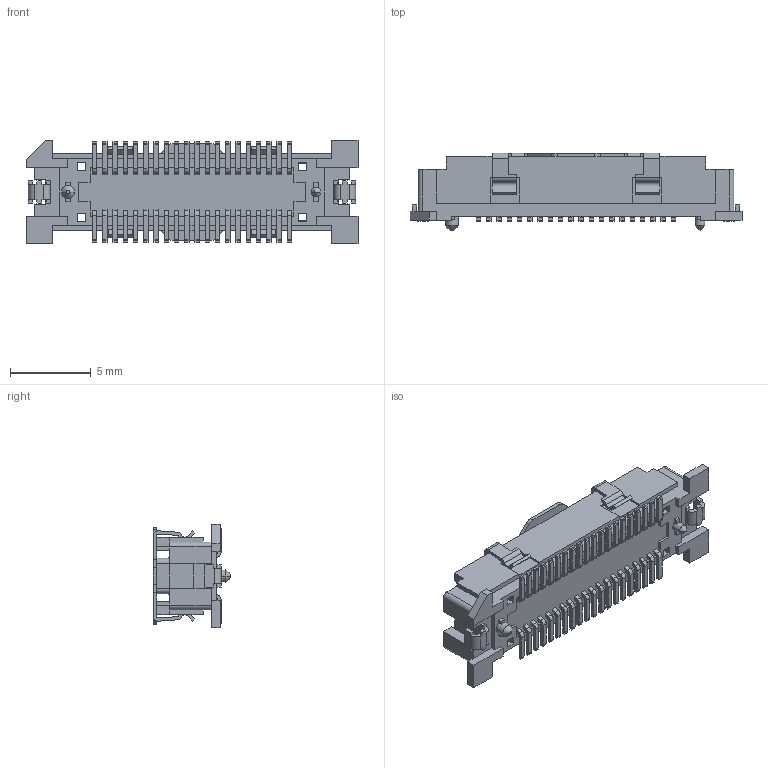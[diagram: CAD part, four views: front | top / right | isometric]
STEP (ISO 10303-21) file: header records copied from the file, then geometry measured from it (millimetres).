
FILE_DESCRIPTION((''),'2;1');
FILE_NAME('528850474','2020-01-22T',('gga'),(''),'PRO/ENGINEER BY PARAMETRIC TECHNOLOGY CORPORATION, 2016010','PRO/ENGINEER BY PARAMETRIC TECHNOLOGY CORPORATION, 2016010','');
FILE_SCHEMA(('CONFIG_CONTROL_DESIGN'));
Length unit declared in the file: millimetre
Products named in the file (1): 528850474
Bounding box: 20.57 x 4.8 x 6.4 mm (x, y, z)
Volume: 245 mm3; surface area: 804.8 mm2
Topology: 1 solids, 1 shells, 1018 faces, 3001 edges, 2053 vertices
Faces by surface type: plane 826, cylinder 188, cone 4
Entity records: 33396 total; most frequent: CARTESIAN_POINT 5895, ORIENTED_EDGE 5650, DIRECTION 5427, EDGE_CURVE 2825, VECTOR 2609, LINE 2609, VERTEX_POINT 1877, AXIS2_PLACEMENT_3D 1409
